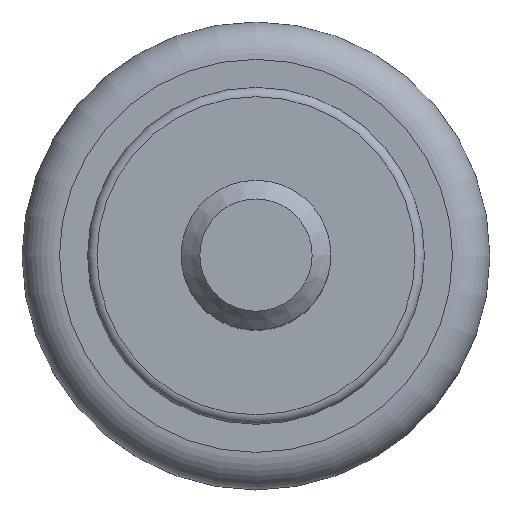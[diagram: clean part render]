
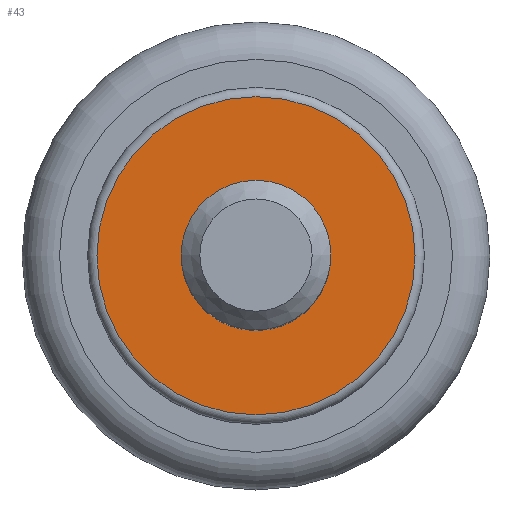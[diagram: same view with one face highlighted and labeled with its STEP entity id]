
A CAD part, top view. The second image highlights one B-rep face of the part: STEP entity #43.
In plain terms, the highlighted planar face has unit normal (0, 0, 1).
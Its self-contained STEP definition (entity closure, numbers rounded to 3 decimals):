
#43 = ADVANCED_FACE( '', ( #89, #90 ), #91, .F. );
#89 = FACE_OUTER_BOUND( '', #138, .T. );
#90 = FACE_BOUND( '', #139, .T. );
#91 = PLANE( '', #140 );
#138 = EDGE_LOOP( '', ( #189 ) );
#139 = EDGE_LOOP( '', ( #190 ) );
#140 = AXIS2_PLACEMENT_3D( '', #191, #192, #193 );
#189 = ORIENTED_EDGE( '', *, *, #240, .T. );
#190 = ORIENTED_EDGE( '', *, *, #241, .F. );
#191 = CARTESIAN_POINT( '', ( 9., 0., 10. ) );
#192 = DIRECTION( '', ( 0., 0., -1. ) );
#193 = DIRECTION( '', ( -1., 0., 0. ) );
#240 = EDGE_CURVE( '', #267, #267, #268, .F. );
#241 = EDGE_CURVE( '', #269, #269, #270, .T. );
#267 = VERTEX_POINT( '', #298 );
#268 = CIRCLE( '', #299, 8.5 );
#269 = VERTEX_POINT( '', #300 );
#270 = CIRCLE( '', #301, 4. );
#298 = CARTESIAN_POINT( '', ( -8.5, 0., 10. ) );
#299 = AXIS2_PLACEMENT_3D( '', #330, #331, #332 );
#300 = CARTESIAN_POINT( '', ( 4., 0., 10. ) );
#301 = AXIS2_PLACEMENT_3D( '', #333, #334, #335 );
#330 = CARTESIAN_POINT( '', ( 0., 0., 10. ) );
#331 = DIRECTION( '', ( 0., 0., -1. ) );
#332 = DIRECTION( '', ( -1., 0., 0. ) );
#333 = CARTESIAN_POINT( '', ( 0., 0., 10. ) );
#334 = DIRECTION( '', ( 0., 0., 1. ) );
#335 = DIRECTION( '', ( 1., 0., 0. ) );
